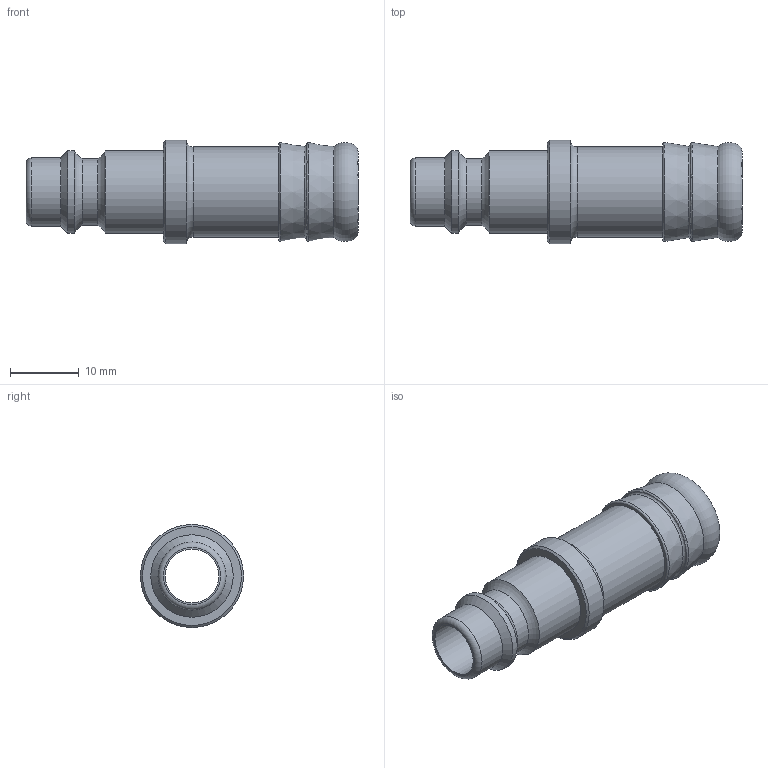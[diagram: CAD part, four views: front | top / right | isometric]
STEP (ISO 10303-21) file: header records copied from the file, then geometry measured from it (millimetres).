
FILE_DESCRIPTION((''),'2;1');
FILE_NAME('25sftf13sxz.stp','2013-06-12T09:45:51',('IA176480'),(''),'Autodesk Inventor 2013','Autodesk Inventor 2013','');
FILE_SCHEMA(('AUTOMOTIVE_DESIGN { 1 0 10303 214 1 1 1 1 }'));
Length unit declared in the file: millimetre
Products named in the file (1): D106848
Bounding box: 48.3 x 15 x 15 mm (x, y, z)
Volume: 2586.5 mm3; surface area: 3599.3 mm2
Topology: 1 solids, 1 shells, 25 faces, 49 edges, 28 vertices
Faces by surface type: cylinder 8, torus 7, cone 5, plane 4, bspline 1
Full cylindrical faces by diameter (mm): 7.85 x1, 9.75 x1, 9.9 x1, 11 x1, 12 x2, 13.1 x1, 15 x1
Entity records: 647 total; most frequent: CARTESIAN_POINT 193, DIRECTION 98, ORIENTED_EDGE 52, AXIS2_PLACEMENT_3D 49, EDGE_LOOP 49, EDGE_CURVE 26, VERTEX_POINT 25, FACE_OUTER_BOUND 25
